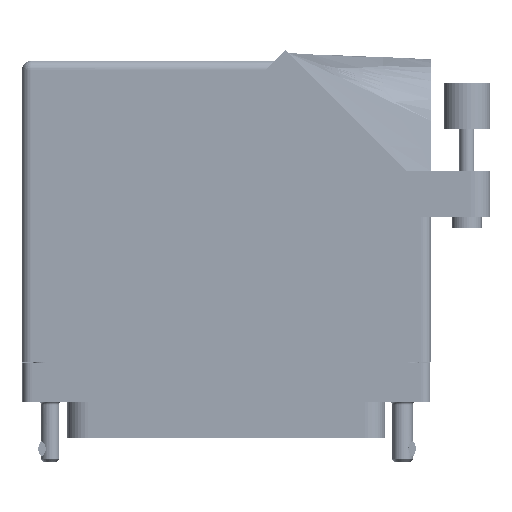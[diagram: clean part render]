
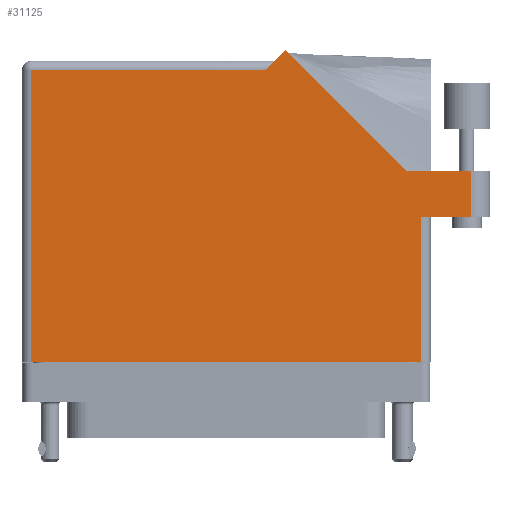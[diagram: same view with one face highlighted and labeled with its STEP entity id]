
A CAD part, front view. The second image highlights one B-rep face of the part: STEP entity #31125.
In plain terms, the highlighted face is planar.
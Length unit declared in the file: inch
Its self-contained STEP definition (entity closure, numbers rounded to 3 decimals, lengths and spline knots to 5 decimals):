
#404 = CARTESIAN_POINT ( 'NONE',  ( 1.3155, -0.1, 0.765 ) ) ;
#1444 = EDGE_CURVE ( 'NONE', #79778, #61606, #9837, .T. ) ;
#1893 = ORIENTED_EDGE ( 'NONE', *, *, #36817, .T. ) ;
#2675 = LINE ( 'NONE', #95901, #51178 ) ;
#5767 = CARTESIAN_POINT ( 'NONE',  ( 1.21192, 1.187, 0.765 ) ) ;
#6556 = VERTEX_POINT ( 'NONE', #404 ) ;
#7828 = CARTESIAN_POINT ( 'NONE',  ( 1.3155, 0.88, 0.765 ) ) ;
#7985 = DIRECTION ( 'NONE',  ( -1., 0., 0. ) ) ;
#8360 = EDGE_CURVE ( 'NONE', #68799, #33284, #20076, .T. ) ;
#9612 = VERTEX_POINT ( 'NONE', #23980 ) ;
#9837 = LINE ( 'NONE', #26269, #18566 ) ;
#10035 = VECTOR ( 'NONE', #85922, 39.37008 ) ;
#10748 = LINE ( 'NONE', #94069, #43139 ) ;
#12708 = DIRECTION ( 'NONE',  ( -0.707, -0.707, 0. ) ) ;
#14166 = ORIENTED_EDGE ( 'NONE', *, *, #18708, .T. ) ;
#17981 = CARTESIAN_POINT ( 'NONE',  ( 0.39821, 2.00071, 0.765 ) ) ;
#18163 = LINE ( 'NONE', #45105, #36849 ) ;
#18566 = VECTOR ( 'NONE', #66814, 39.37008 ) ;
#18708 = EDGE_CURVE ( 'NONE', #6556, #61437, #39077, .T. ) ;
#20076 = LINE ( 'NONE', #5767, #10035 ) ;
#21739 = VECTOR ( 'NONE', #46480, 39.37008 ) ;
#21984 = AXIS2_PLACEMENT_3D ( 'NONE', #93213, #87296, #47495 ) ;
#23779 = DIRECTION ( 'NONE',  ( 1., 0., 0. ) ) ;
#23980 = CARTESIAN_POINT ( 'NONE',  ( -1.3155, -0.1, 0.765 ) ) ;
#24290 = ORIENTED_EDGE ( 'NONE', *, *, #74399, .T. ) ;
#25824 = CARTESIAN_POINT ( 'NONE',  ( 1.6525, 1.187, 0.765 ) ) ;
#26269 = CARTESIAN_POINT ( 'NONE',  ( 1.6525, 1.187, 0.765 ) ) ;
#27557 = FACE_OUTER_BOUND ( 'NONE', #67952, .T. ) ;
#27703 = DIRECTION ( 'NONE',  ( 0., -1., 0. ) ) ;
#28477 = CARTESIAN_POINT ( 'NONE',  ( 1.6525, 0.88, 0.765 ) ) ;
#29457 = PLANE ( 'NONE',  #21984 ) ;
#31125 = ADVANCED_FACE ( 'NONE', ( #27557 ), #29457, .F. ) ;
#33126 = CARTESIAN_POINT ( 'NONE',  ( 1.21192, 1.187, 0.765 ) ) ;
#33284 = VERTEX_POINT ( 'NONE', #17981 ) ;
#33819 = CARTESIAN_POINT ( 'NONE',  ( -1.3775, -0.1, 0.765 ) ) ;
#35977 = EDGE_CURVE ( 'NONE', #36381, #9612, #44536, .T. ) ;
#36381 = VERTEX_POINT ( 'NONE', #77905 ) ;
#36579 = DIRECTION ( 'NONE',  ( -1., 0., 0. ) ) ;
#36817 = EDGE_CURVE ( 'NONE', #87989, #36381, #10748, .T. ) ;
#36849 = VECTOR ( 'NONE', #12708, 39.37008 ) ;
#39077 = LINE ( 'NONE', #7828, #21739 ) ;
#43139 = VECTOR ( 'NONE', #7985, 39.37008 ) ;
#44536 = LINE ( 'NONE', #91462, #70526 ) ;
#45105 = CARTESIAN_POINT ( 'NONE',  ( 0.3275, 1.93, 0.765 ) ) ;
#45845 = LINE ( 'NONE', #59099, #61920 ) ;
#46091 = CARTESIAN_POINT ( 'NONE',  ( 0.2655, 1.868, 0.765 ) ) ;
#46480 = DIRECTION ( 'NONE',  ( 0., 1., 0. ) ) ;
#47495 = DIRECTION ( 'NONE',  ( -1., 0., 0. ) ) ;
#48958 = EDGE_CURVE ( 'NONE', #33284, #87989, #18163, .T. ) ;
#49486 = ORIENTED_EDGE ( 'NONE', *, *, #87359, .T. ) ;
#51178 = VECTOR ( 'NONE', #23779, 39.37008 ) ;
#57363 = VECTOR ( 'NONE', #65654, 39.37008 ) ;
#59099 = CARTESIAN_POINT ( 'NONE',  ( 1.7775, 1.187, 0.765 ) ) ;
#61437 = VERTEX_POINT ( 'NONE', #71609 ) ;
#61606 = VERTEX_POINT ( 'NONE', #25824 ) ;
#61920 = VECTOR ( 'NONE', #36579, 39.37008 ) ;
#65654 = DIRECTION ( 'NONE',  ( 1., 0., 0. ) ) ;
#66814 = DIRECTION ( 'NONE',  ( 0., 1., 0. ) ) ;
#67952 = EDGE_LOOP ( 'NONE', ( #92559, #71975, #49486, #85794, #76607, #1893, #84960, #24290, #14166 ) ) ;
#68799 = VERTEX_POINT ( 'NONE', #33126 ) ;
#70526 = VECTOR ( 'NONE', #27703, 39.37008 ) ;
#71609 = CARTESIAN_POINT ( 'NONE',  ( 1.3155, 0.88, 0.765 ) ) ;
#71975 = ORIENTED_EDGE ( 'NONE', *, *, #1444, .T. ) ;
#73448 = LINE ( 'NONE', #33819, #57363 ) ;
#74399 = EDGE_CURVE ( 'NONE', #9612, #6556, #73448, .T. ) ;
#76607 = ORIENTED_EDGE ( 'NONE', *, *, #48958, .T. ) ;
#77905 = CARTESIAN_POINT ( 'NONE',  ( -1.3155, 1.868, 0.765 ) ) ;
#79778 = VERTEX_POINT ( 'NONE', #28477 ) ;
#84960 = ORIENTED_EDGE ( 'NONE', *, *, #35977, .T. ) ;
#85334 = EDGE_CURVE ( 'NONE', #61437, #79778, #2675, .T. ) ;
#85794 = ORIENTED_EDGE ( 'NONE', *, *, #8360, .T. ) ;
#85922 = DIRECTION ( 'NONE',  ( -0.707, 0.707, 0. ) ) ;
#87296 = DIRECTION ( 'NONE',  ( 0., 0., -1. ) ) ;
#87359 = EDGE_CURVE ( 'NONE', #61606, #68799, #45845, .T. ) ;
#87989 = VERTEX_POINT ( 'NONE', #46091 ) ;
#91462 = CARTESIAN_POINT ( 'NONE',  ( -1.3155, -0.1, 0.765 ) ) ;
#92559 = ORIENTED_EDGE ( 'NONE', *, *, #85334, .T. ) ;
#93213 = CARTESIAN_POINT ( 'NONE',  ( -1.3775, 1.93, 0.765 ) ) ;
#94069 = CARTESIAN_POINT ( 'NONE',  ( -1.3775, 1.868, 0.765 ) ) ;
#95901 = CARTESIAN_POINT ( 'NONE',  ( 1.3775, 0.88, 0.765 ) ) ;
